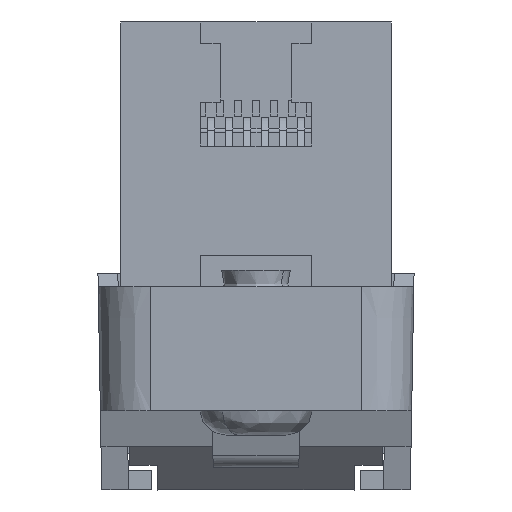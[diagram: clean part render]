
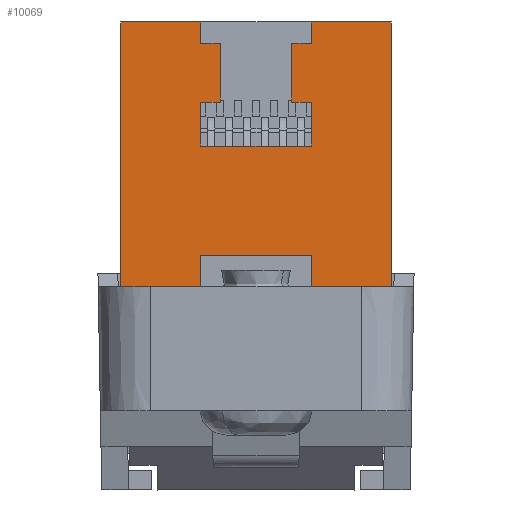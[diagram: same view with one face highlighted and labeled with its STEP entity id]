
A CAD part, front view. The second image highlights one B-rep face of the part: STEP entity #10069.
In plain terms, the highlighted planar face has unit normal (0, -1, 0).
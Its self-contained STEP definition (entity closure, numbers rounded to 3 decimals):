
#9921=AXIS2_PLACEMENT_3D('Plane Axis2P3D',#9918,#9919,#9920) ;
#8005=CARTESIAN_POINT('Vertex',(1.308,6.789,10.6)) ;
#8130=CARTESIAN_POINT('Vertex',(16.658,6.789,10.6)) ;
#8898=CARTESIAN_POINT('Line Origine',(14.396,6.789,10.6)) ;
#8902=CARTESIAN_POINT('Vertex',(12.133,6.789,10.6)) ;
#8923=CARTESIAN_POINT('Vertex',(5.833,6.789,10.6)) ;
#8926=CARTESIAN_POINT('Line Origine',(3.571,6.789,10.6)) ;
#9029=CARTESIAN_POINT('Line Origine',(1.296,6.789,10.6)) ;
#9033=CARTESIAN_POINT('Vertex',(1.283,6.789,10.6)) ;
#9703=CARTESIAN_POINT('Line Origine',(16.671,6.789,10.6)) ;
#9707=CARTESIAN_POINT('Vertex',(16.683,6.789,10.6)) ;
#9918=CARTESIAN_POINT('Axis2P3D Location',(1.283,6.789,-9.361)) ;
#9923=CARTESIAN_POINT('Line Origine',(12.133,6.789,20.8)) ;
#9927=CARTESIAN_POINT('Vertex',(12.133,6.789,19.55)) ;
#9929=CARTESIAN_POINT('Vertex',(12.133,6.789,22.05)) ;
#9932=CARTESIAN_POINT('Line Origine',(8.983,6.789,19.55)) ;
#9936=CARTESIAN_POINT('Vertex',(5.833,6.789,19.55)) ;
#9939=CARTESIAN_POINT('Line Origine',(5.833,6.789,20.8)) ;
#9943=CARTESIAN_POINT('Vertex',(5.833,6.789,22.05)) ;
#9946=CARTESIAN_POINT('Line Origine',(6.393,6.789,22.05)) ;
#9950=CARTESIAN_POINT('Vertex',(6.953,6.789,22.05)) ;
#9953=CARTESIAN_POINT('Line Origine',(6.953,6.789,23.725)) ;
#9957=CARTESIAN_POINT('Vertex',(6.953,6.789,25.4)) ;
#9960=CARTESIAN_POINT('Line Origine',(6.393,6.789,25.4)) ;
#9964=CARTESIAN_POINT('Vertex',(5.833,6.789,25.4)) ;
#9967=CARTESIAN_POINT('Line Origine',(5.833,6.789,26.)) ;
#9971=CARTESIAN_POINT('Vertex',(5.833,6.789,26.6)) ;
#9974=CARTESIAN_POINT('Line Origine',(3.558,6.789,26.6)) ;
#9978=CARTESIAN_POINT('Vertex',(1.283,6.789,26.6)) ;
#9981=CARTESIAN_POINT('Line Origine',(1.283,6.789,18.6)) ;
#9986=CARTESIAN_POINT('Line Origine',(5.833,6.789,11.97)) ;
#9990=CARTESIAN_POINT('Vertex',(5.833,6.789,13.34)) ;
#9993=CARTESIAN_POINT('Line Origine',(8.983,6.789,13.34)) ;
#9997=CARTESIAN_POINT('Vertex',(12.133,6.789,13.34)) ;
#10000=CARTESIAN_POINT('Line Origine',(12.133,6.789,11.97)) ;
#10005=CARTESIAN_POINT('Line Origine',(16.683,6.789,18.6)) ;
#10009=CARTESIAN_POINT('Vertex',(16.683,6.789,26.6)) ;
#10012=CARTESIAN_POINT('Line Origine',(14.408,6.789,26.6)) ;
#10016=CARTESIAN_POINT('Vertex',(12.133,6.789,26.6)) ;
#10019=CARTESIAN_POINT('Line Origine',(12.133,6.789,26.)) ;
#10023=CARTESIAN_POINT('Vertex',(12.133,6.789,25.4)) ;
#10026=CARTESIAN_POINT('Line Origine',(11.573,6.789,25.4)) ;
#10030=CARTESIAN_POINT('Vertex',(11.013,6.789,25.4)) ;
#10033=CARTESIAN_POINT('Line Origine',(11.013,6.789,23.725)) ;
#10037=CARTESIAN_POINT('Vertex',(11.013,6.789,22.05)) ;
#10040=CARTESIAN_POINT('Line Origine',(11.573,6.789,22.05)) ;
#8899=DIRECTION('Vector Direction',(-1.,0.,0.)) ;
#8927=DIRECTION('Vector Direction',(-1.,0.,0.)) ;
#9030=DIRECTION('Vector Direction',(-1.,0.,0.)) ;
#9704=DIRECTION('Vector Direction',(-1.,0.,0.)) ;
#9919=DIRECTION('Axis2P3D Direction',(0.,-1.,0.)) ;
#9920=DIRECTION('Axis2P3D XDirection',(1.,0.,0.)) ;
#9924=DIRECTION('Vector Direction',(0.,0.,1.)) ;
#9933=DIRECTION('Vector Direction',(1.,0.,0.)) ;
#9940=DIRECTION('Vector Direction',(0.,0.,1.)) ;
#9947=DIRECTION('Vector Direction',(-1.,0.,0.)) ;
#9954=DIRECTION('Vector Direction',(0.,0.,-1.)) ;
#9961=DIRECTION('Vector Direction',(1.,0.,0.)) ;
#9968=DIRECTION('Vector Direction',(0.,0.,1.)) ;
#9975=DIRECTION('Vector Direction',(1.,0.,0.)) ;
#9982=DIRECTION('Vector Direction',(0.,0.,1.)) ;
#9987=DIRECTION('Vector Direction',(0.,0.,1.)) ;
#9994=DIRECTION('Vector Direction',(1.,0.,0.)) ;
#10001=DIRECTION('Vector Direction',(0.,0.,1.)) ;
#10006=DIRECTION('Vector Direction',(0.,0.,1.)) ;
#10013=DIRECTION('Vector Direction',(1.,0.,0.)) ;
#10020=DIRECTION('Vector Direction',(0.,0.,1.)) ;
#10027=DIRECTION('Vector Direction',(1.,0.,0.)) ;
#10034=DIRECTION('Vector Direction',(0.,0.,1.)) ;
#10041=DIRECTION('Vector Direction',(-1.,0.,0.)) ;
#8900=VECTOR('Line Direction',#8899,1.) ;
#8928=VECTOR('Line Direction',#8927,1.) ;
#9031=VECTOR('Line Direction',#9030,1.) ;
#9705=VECTOR('Line Direction',#9704,1.) ;
#9925=VECTOR('Line Direction',#9924,1.) ;
#9934=VECTOR('Line Direction',#9933,1.) ;
#9941=VECTOR('Line Direction',#9940,1.) ;
#9948=VECTOR('Line Direction',#9947,1.) ;
#9955=VECTOR('Line Direction',#9954,1.) ;
#9962=VECTOR('Line Direction',#9961,1.) ;
#9969=VECTOR('Line Direction',#9968,1.) ;
#9976=VECTOR('Line Direction',#9975,1.) ;
#9983=VECTOR('Line Direction',#9982,1.) ;
#9988=VECTOR('Line Direction',#9987,1.) ;
#9995=VECTOR('Line Direction',#9994,1.) ;
#10002=VECTOR('Line Direction',#10001,1.) ;
#10007=VECTOR('Line Direction',#10006,1.) ;
#10014=VECTOR('Line Direction',#10013,1.) ;
#10021=VECTOR('Line Direction',#10020,1.) ;
#10028=VECTOR('Line Direction',#10027,1.) ;
#10035=VECTOR('Line Direction',#10034,1.) ;
#10042=VECTOR('Line Direction',#10041,1.) ;
#10046=ORIENTED_EDGE('',*,*,#9931,.F.) ;
#10047=ORIENTED_EDGE('',*,*,#9938,.F.) ;
#10048=ORIENTED_EDGE('',*,*,#9945,.T.) ;
#10049=ORIENTED_EDGE('',*,*,#9952,.F.) ;
#10050=ORIENTED_EDGE('',*,*,#9959,.F.) ;
#10051=ORIENTED_EDGE('',*,*,#9966,.F.) ;
#10052=ORIENTED_EDGE('',*,*,#9973,.T.) ;
#10053=ORIENTED_EDGE('',*,*,#9980,.F.) ;
#10054=ORIENTED_EDGE('',*,*,#9985,.F.) ;
#10055=ORIENTED_EDGE('',*,*,#9035,.F.) ;
#10056=ORIENTED_EDGE('',*,*,#8930,.F.) ;
#10057=ORIENTED_EDGE('',*,*,#9992,.T.) ;
#10058=ORIENTED_EDGE('',*,*,#9999,.T.) ;
#10059=ORIENTED_EDGE('',*,*,#10004,.F.) ;
#10060=ORIENTED_EDGE('',*,*,#8904,.F.) ;
#10061=ORIENTED_EDGE('',*,*,#9709,.F.) ;
#10062=ORIENTED_EDGE('',*,*,#10011,.T.) ;
#10063=ORIENTED_EDGE('',*,*,#10018,.F.) ;
#10064=ORIENTED_EDGE('',*,*,#10025,.F.) ;
#10065=ORIENTED_EDGE('',*,*,#10032,.F.) ;
#10066=ORIENTED_EDGE('',*,*,#10039,.F.) ;
#10067=ORIENTED_EDGE('',*,*,#10044,.F.) ;
#10069=ADVANCED_FACE('Combine1',(#10068),#9922,.T.) ;
#8904=EDGE_CURVE('',#8131,#8903,#8901,.T.) ;
#8930=EDGE_CURVE('',#8924,#8006,#8929,.T.) ;
#9035=EDGE_CURVE('',#8006,#9034,#9032,.T.) ;
#9709=EDGE_CURVE('',#9708,#8131,#9706,.T.) ;
#9931=EDGE_CURVE('',#9928,#9930,#9926,.T.) ;
#9938=EDGE_CURVE('',#9937,#9928,#9935,.T.) ;
#9945=EDGE_CURVE('',#9937,#9944,#9942,.T.) ;
#9952=EDGE_CURVE('',#9951,#9944,#9949,.T.) ;
#9959=EDGE_CURVE('',#9958,#9951,#9956,.T.) ;
#9966=EDGE_CURVE('',#9965,#9958,#9963,.T.) ;
#9973=EDGE_CURVE('',#9965,#9972,#9970,.T.) ;
#9980=EDGE_CURVE('',#9979,#9972,#9977,.T.) ;
#9985=EDGE_CURVE('',#9034,#9979,#9984,.T.) ;
#9992=EDGE_CURVE('',#8924,#9991,#9989,.T.) ;
#9999=EDGE_CURVE('',#9991,#9998,#9996,.T.) ;
#10004=EDGE_CURVE('',#8903,#9998,#10003,.T.) ;
#10011=EDGE_CURVE('',#9708,#10010,#10008,.T.) ;
#10018=EDGE_CURVE('',#10017,#10010,#10015,.T.) ;
#10025=EDGE_CURVE('',#10024,#10017,#10022,.T.) ;
#10032=EDGE_CURVE('',#10031,#10024,#10029,.T.) ;
#10039=EDGE_CURVE('',#10038,#10031,#10036,.T.) ;
#10044=EDGE_CURVE('',#9930,#10038,#10043,.T.) ;
#10045=EDGE_LOOP('',(#10046,#10047,#10048,#10049,#10050,#10051,#10052,#10053,#10054,#10055,#10056,#10057,#10058,#10059,#10060,#10061,#10062,#10063,#10064,#10065,#10066,#10067)) ;
#10068=FACE_OUTER_BOUND('',#10045,.T.) ;
#8901=LINE('Line',#8898,#8900) ;
#8929=LINE('Line',#8926,#8928) ;
#9032=LINE('Line',#9029,#9031) ;
#9706=LINE('Line',#9703,#9705) ;
#9926=LINE('Line',#9923,#9925) ;
#9935=LINE('Line',#9932,#9934) ;
#9942=LINE('Line',#9939,#9941) ;
#9949=LINE('Line',#9946,#9948) ;
#9956=LINE('Line',#9953,#9955) ;
#9963=LINE('Line',#9960,#9962) ;
#9970=LINE('Line',#9967,#9969) ;
#9977=LINE('Line',#9974,#9976) ;
#9984=LINE('Line',#9981,#9983) ;
#9989=LINE('Line',#9986,#9988) ;
#9996=LINE('Line',#9993,#9995) ;
#10003=LINE('Line',#10000,#10002) ;
#10008=LINE('Line',#10005,#10007) ;
#10015=LINE('Line',#10012,#10014) ;
#10022=LINE('Line',#10019,#10021) ;
#10029=LINE('Line',#10026,#10028) ;
#10036=LINE('Line',#10033,#10035) ;
#10043=LINE('Line',#10040,#10042) ;
#9922=PLANE('',#9921) ;
#8006=VERTEX_POINT('',#8005) ;
#8131=VERTEX_POINT('',#8130) ;
#8903=VERTEX_POINT('',#8902) ;
#8924=VERTEX_POINT('',#8923) ;
#9034=VERTEX_POINT('',#9033) ;
#9708=VERTEX_POINT('',#9707) ;
#9928=VERTEX_POINT('',#9927) ;
#9930=VERTEX_POINT('',#9929) ;
#9937=VERTEX_POINT('',#9936) ;
#9944=VERTEX_POINT('',#9943) ;
#9951=VERTEX_POINT('',#9950) ;
#9958=VERTEX_POINT('',#9957) ;
#9965=VERTEX_POINT('',#9964) ;
#9972=VERTEX_POINT('',#9971) ;
#9979=VERTEX_POINT('',#9978) ;
#9991=VERTEX_POINT('',#9990) ;
#9998=VERTEX_POINT('',#9997) ;
#10010=VERTEX_POINT('',#10009) ;
#10017=VERTEX_POINT('',#10016) ;
#10024=VERTEX_POINT('',#10023) ;
#10031=VERTEX_POINT('',#10030) ;
#10038=VERTEX_POINT('',#10037) ;
